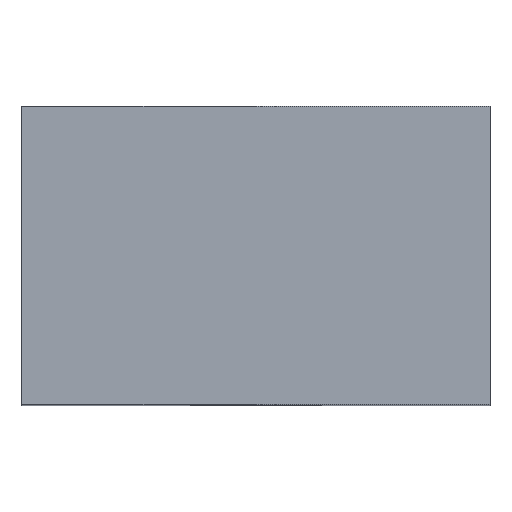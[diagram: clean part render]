
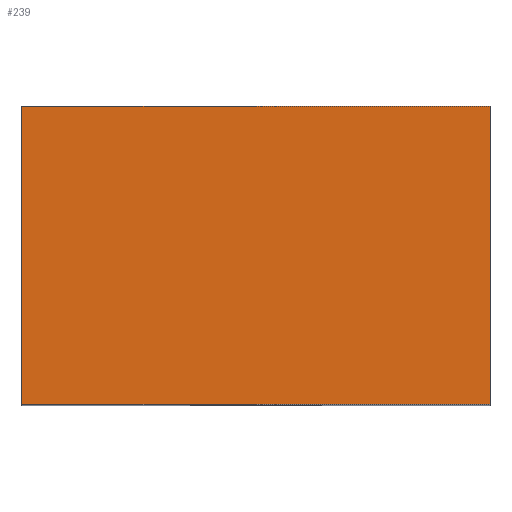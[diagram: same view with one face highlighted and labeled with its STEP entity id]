
A CAD part, top view. The second image highlights one B-rep face of the part: STEP entity #239.
In plain terms, the highlighted planar face has unit normal (0, 0, 1).
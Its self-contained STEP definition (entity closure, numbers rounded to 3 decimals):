
#74 = VERTEX_POINT('',#75);
#75 = CARTESIAN_POINT('',(-3.,3.5,22.));
#81 = EDGE_CURVE('',#74,#82,#84,.T.);
#82 = VERTEX_POINT('',#83);
#83 = CARTESIAN_POINT('',(-3.,-3.5,22.));
#84 = LINE('',#85,#86);
#85 = CARTESIAN_POINT('',(-3.,3.5,22.));
#86 = VECTOR('',#87,1.);
#87 = DIRECTION('',(0.,-1.,0.));
#138 = VERTEX_POINT('',#139);
#139 = CARTESIAN_POINT('',(8.,3.5,22.));
#145 = EDGE_CURVE('',#74,#138,#146,.T.);
#146 = LINE('',#147,#148);
#147 = CARTESIAN_POINT('',(-3.,3.5,22.));
#148 = VECTOR('',#149,1.);
#149 = DIRECTION('',(1.,0.,0.));
#195 = EDGE_CURVE('',#82,#196,#198,.T.);
#196 = VERTEX_POINT('',#197);
#197 = CARTESIAN_POINT('',(8.,-3.5,22.));
#198 = LINE('',#199,#200);
#199 = CARTESIAN_POINT('',(-3.,-3.5,22.));
#200 = VECTOR('',#201,1.);
#201 = DIRECTION('',(1.,0.,0.));
#239 = ADVANCED_FACE('',(#240),#251,.F.);
#240 = FACE_BOUND('',#241,.F.);
#241 = EDGE_LOOP('',(#242,#243,#249,#250));
#242 = ORIENTED_EDGE('',*,*,#145,.T.);
#243 = ORIENTED_EDGE('',*,*,#244,.T.);
#244 = EDGE_CURVE('',#138,#196,#245,.T.);
#245 = LINE('',#246,#247);
#246 = CARTESIAN_POINT('',(8.,3.5,22.));
#247 = VECTOR('',#248,1.);
#248 = DIRECTION('',(0.,-1.,0.));
#249 = ORIENTED_EDGE('',*,*,#195,.F.);
#250 = ORIENTED_EDGE('',*,*,#81,.F.);
#251 = PLANE('',#252);
#252 = AXIS2_PLACEMENT_3D('',#253,#254,#255);
#253 = CARTESIAN_POINT('',(-3.,3.5,22.));
#254 = DIRECTION('',(0.,0.,-1.));
#255 = DIRECTION('',(0.,-1.,0.));
